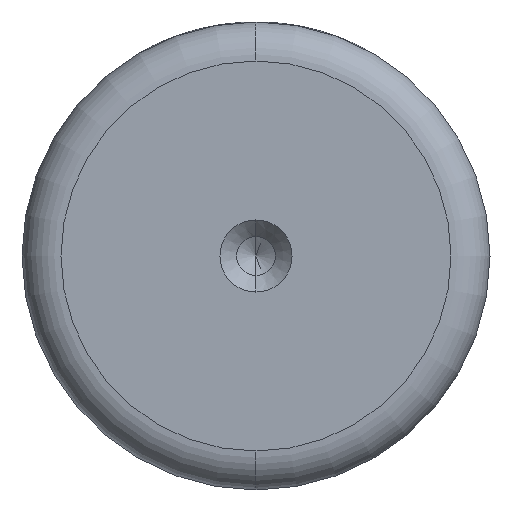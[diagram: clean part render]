
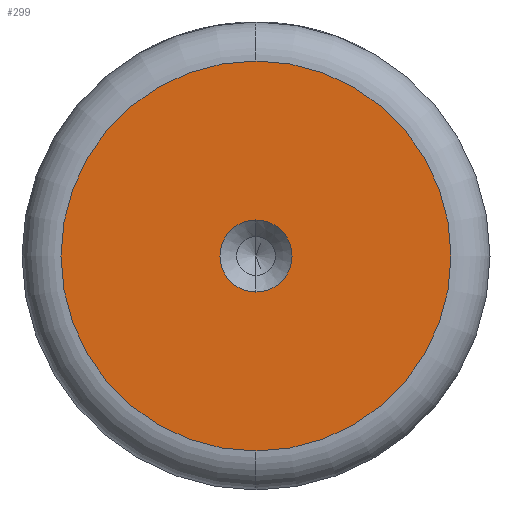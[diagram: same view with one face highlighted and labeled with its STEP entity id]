
A CAD part, left-side view. The second image highlights one B-rep face of the part: STEP entity #299.
In plain terms, the highlighted planar face has unit normal (-1, 0, 0).
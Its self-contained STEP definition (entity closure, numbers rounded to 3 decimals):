
#16 = FACE_BOUND ( 'NONE', #173, .T. ) ;
#102 = VERTEX_POINT ( 'NONE', #194 ) ;
#121 = EDGE_CURVE ( 'NONE', #593, #641, #1290, .T. ) ;
#169 = EDGE_CURVE ( 'NONE', #1096, #102, #761, .T. ) ;
#173 = EDGE_LOOP ( 'NONE', ( #574, #1223 ) ) ;
#179 = EDGE_CURVE ( 'NONE', #641, #593, #225, .T. ) ;
#194 = CARTESIAN_POINT ( 'NONE',  ( 0., 0., -1.85 ) ) ;
#225 = CIRCLE ( 'NONE', #998, 10. ) ;
#236 = DIRECTION ( 'NONE',  ( -1., 0., 0. ) ) ;
#248 = DIRECTION ( 'NONE',  ( -1., 0., 0. ) ) ;
#299 = ADVANCED_FACE ( 'NONE', ( #16, #1028 ), #1291, .T. ) ;
#328 = CARTESIAN_POINT ( 'NONE',  ( 0., 0., 0. ) ) ;
#354 = CARTESIAN_POINT ( 'NONE',  ( 0., 0., 10. ) ) ;
#448 = DIRECTION ( 'NONE',  ( 0., 0., 1. ) ) ;
#475 = CARTESIAN_POINT ( 'NONE',  ( 0., 0., 0. ) ) ;
#476 = DIRECTION ( 'NONE',  ( -1., 0., 0. ) ) ;
#507 = EDGE_LOOP ( 'NONE', ( #538, #902 ) ) ;
#538 = ORIENTED_EDGE ( 'NONE', *, *, #121, .T. ) ;
#544 = CARTESIAN_POINT ( 'NONE',  ( 0., 0., 1.85 ) ) ;
#574 = ORIENTED_EDGE ( 'NONE', *, *, #169, .F. ) ;
#593 = VERTEX_POINT ( 'NONE', #354 ) ;
#641 = VERTEX_POINT ( 'NONE', #676 ) ;
#671 = DIRECTION ( 'NONE',  ( -1., 0., 0. ) ) ;
#676 = CARTESIAN_POINT ( 'NONE',  ( 0., 0., -10. ) ) ;
#746 = EDGE_CURVE ( 'NONE', #102, #1096, #1360, .T. ) ;
#761 = CIRCLE ( 'NONE', #1022, 1.85 ) ;
#874 = CARTESIAN_POINT ( 'NONE',  ( 0., 0., 0. ) ) ;
#883 = CARTESIAN_POINT ( 'NONE',  ( 0., 0., 0. ) ) ;
#902 = ORIENTED_EDGE ( 'NONE', *, *, #179, .T. ) ;
#935 = AXIS2_PLACEMENT_3D ( 'NONE', #475, #671, #1388 ) ;
#982 = DIRECTION ( 'NONE',  ( 0., 0., 1. ) ) ;
#997 = DIRECTION ( 'NONE',  ( 0., 0., 1. ) ) ;
#998 = AXIS2_PLACEMENT_3D ( 'NONE', #874, #236, #982 ) ;
#1022 = AXIS2_PLACEMENT_3D ( 'NONE', #1089, #476, #1197 ) ;
#1028 = FACE_OUTER_BOUND ( 'NONE', #507, .T. ) ;
#1061 = DIRECTION ( 'NONE',  ( -1., 0., 0. ) ) ;
#1066 = AXIS2_PLACEMENT_3D ( 'NONE', #328, #1061, #448 ) ;
#1089 = CARTESIAN_POINT ( 'NONE',  ( 0., 0., 0. ) ) ;
#1096 = VERTEX_POINT ( 'NONE', #544 ) ;
#1153 = AXIS2_PLACEMENT_3D ( 'NONE', #883, #248, #997 ) ;
#1197 = DIRECTION ( 'NONE',  ( 0., 0., 1. ) ) ;
#1223 = ORIENTED_EDGE ( 'NONE', *, *, #746, .F. ) ;
#1290 = CIRCLE ( 'NONE', #1066, 10. ) ;
#1291 = PLANE ( 'NONE',  #935 ) ;
#1360 = CIRCLE ( 'NONE', #1153, 1.85 ) ;
#1388 = DIRECTION ( 'NONE',  ( 0., 0., 1. ) ) ;
